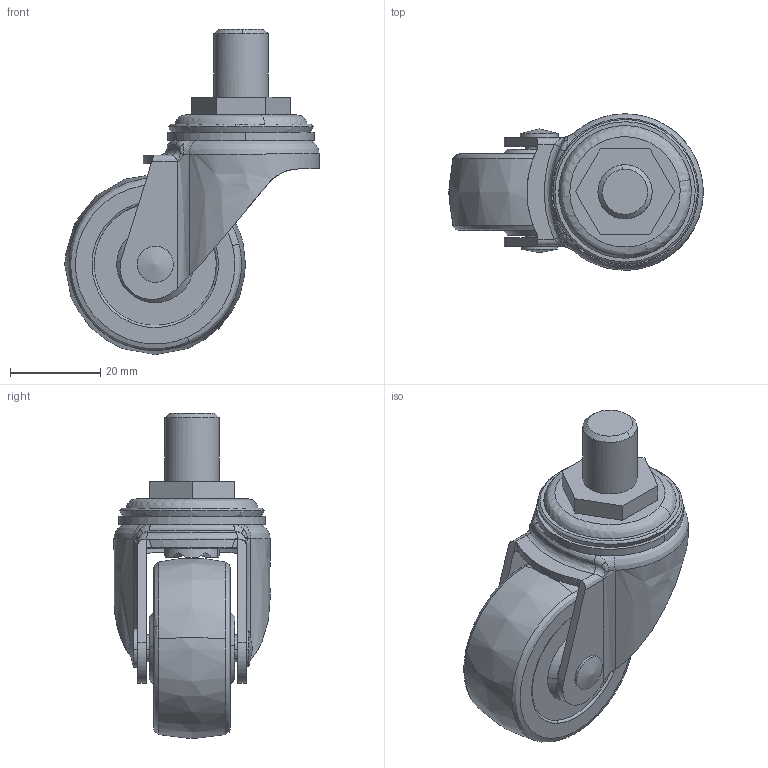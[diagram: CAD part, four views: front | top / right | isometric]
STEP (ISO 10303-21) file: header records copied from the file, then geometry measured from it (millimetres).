
FILE_DESCRIPTION((''),'2;1');
FILE_NAME('','2005-12-15T16:39:56',(''),(''),'','CADfix','');
FILE_SCHEMA(('AUTOMOTIVE_DESIGN'));
Length unit declared in the file: millimetre
Products named in the file (5): wheel; main shaft; body; axle; No_302_23120_36
Assembly tree (4 placements, depth 2):
  No_302_23120_36
    wheel
    main shaft
    body
    axle
Bounding box: 56.3 x 34.59 x 72 mm (x, y, z)
Volume: 34787.9 mm3; surface area: 14302.7 mm2
Topology: 4 solids, 4 shells, 158 faces, 460 edges, 323 vertices
Faces by surface type: bspline 158
Entity records: 7256 total; most frequent: CARTESIAN_POINT 4686, ORIENTED_EDGE 916, EDGE_CURVE 458, VERTEX_POINT 323, EDGE_LOOP 181, FACE_OUTER_BOUND 158, ADVANCED_FACE 158, QUASI_UNIFORM_CURVE 117
